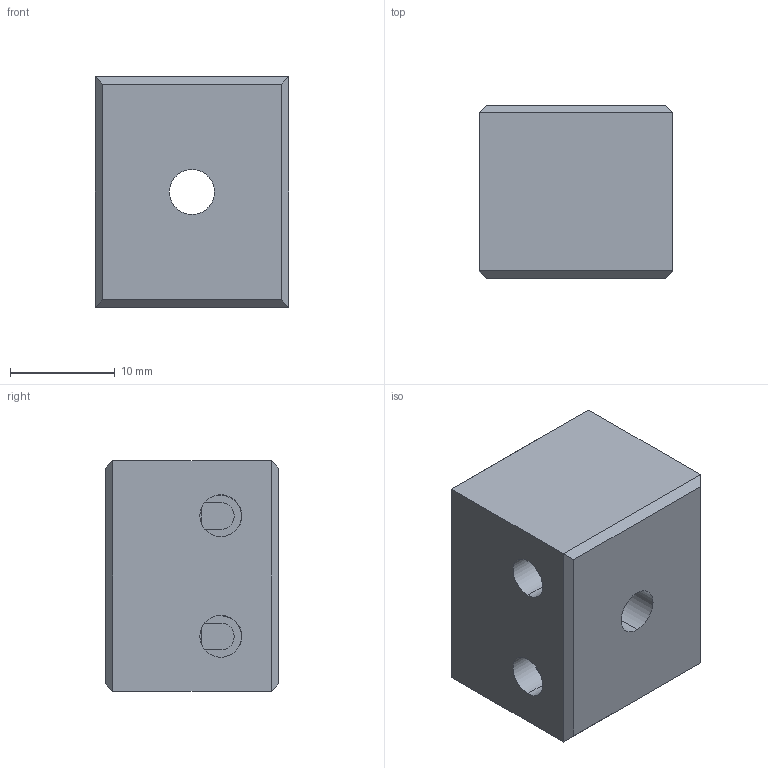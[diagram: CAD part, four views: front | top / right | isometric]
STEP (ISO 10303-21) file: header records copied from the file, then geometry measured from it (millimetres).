
FILE_DESCRIPTION (( 'STEP AP203' ), '1' );
FILE_NAME ('No 0 2 li Steatit Klemens.STEP', '2019-02-07T10:46:11', ( '' ), ( '' ), 'SwSTEP 2.0', 'SolidWorks 2011', '' );
FILE_SCHEMA (( 'CONFIG_CONTROL_DESIGN' ));
Length unit declared in the file: millimetre
Products named in the file (1): No 0 2 li Steatit Klemens
Bounding box: 18.5 x 16.5 x 22 mm (x, y, z)
Volume: 5622.1 mm3; surface area: 3252.9 mm2
Topology: 1 solids, 1 shells, 172 faces, 418 edges, 276 vertices
Faces by surface type: plane 116, cylinder 48, cone 8
Entity records: 5191 total; most frequent: CARTESIAN_POINT 963, DIRECTION 876, ORIENTED_EDGE 836, EDGE_CURVE 418, AXIS2_PLACEMENT_3D 301, VERTEX_POINT 276, LINE 274, VECTOR 274
